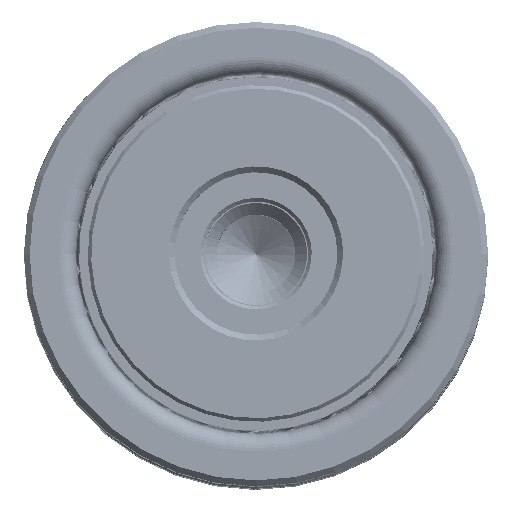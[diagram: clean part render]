
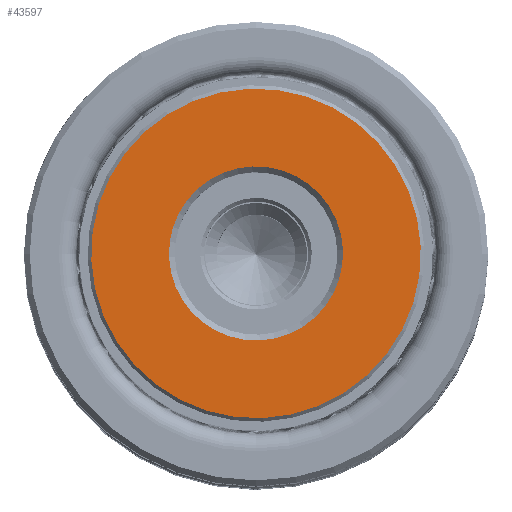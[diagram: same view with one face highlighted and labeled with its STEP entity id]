
A CAD part, top view. The second image highlights one B-rep face of the part: STEP entity #43597.
In plain terms, the highlighted face is planar.
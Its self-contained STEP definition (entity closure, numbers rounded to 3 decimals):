
#15 = DIRECTION ( 'NONE',  ( 1., 0., 0. ) ) ;
#1218 = AXIS2_PLACEMENT_3D ( 'NONE', #4512, #29399, #8075 ) ;
#1717 = AXIS2_PLACEMENT_3D ( 'NONE', #17443, #42367, #21006 ) ;
#3539 = AXIS2_PLACEMENT_3D ( 'NONE', #42018, #21309, #15 ) ;
#4512 = CARTESIAN_POINT ( 'NONE',  ( 0., 0., 0. ) ) ;
#5078 = CIRCLE ( 'NONE', #1717, 14.2 ) ;
#7779 = EDGE_CURVE ( 'NONE', #38049, #29736, #13558, .T. ) ;
#8075 = DIRECTION ( 'NONE',  ( 1., 0., 0. ) ) ;
#8237 = ORIENTED_EDGE ( 'NONE', *, *, #19056, .T. ) ;
#11641 = DIRECTION ( 'NONE',  ( 0., 0., 1. ) ) ;
#11859 = ORIENTED_EDGE ( 'NONE', *, *, #24079, .T. ) ;
#13558 = CIRCLE ( 'NONE', #24709, 14.2 ) ;
#13686 = CIRCLE ( 'NONE', #3539, 7.5 ) ;
#14158 = VERTEX_POINT ( 'NONE', #37981 ) ;
#16679 = VERTEX_POINT ( 'NONE', #27051 ) ;
#17443 = CARTESIAN_POINT ( 'NONE',  ( 0., 0., 0. ) ) ;
#18105 = DIRECTION ( 'NONE',  ( 0., 0., -1. ) ) ;
#18607 = CARTESIAN_POINT ( 'NONE',  ( 14.2, 0., 0. ) ) ;
#19056 = EDGE_CURVE ( 'NONE', #14158, #16679, #13686, .T. ) ;
#21006 = DIRECTION ( 'NONE',  ( 1., 0., 0. ) ) ;
#21309 = DIRECTION ( 'NONE',  ( 0., 0., 1. ) ) ;
#24079 = EDGE_CURVE ( 'NONE', #16679, #14158, #26749, .T. ) ;
#24709 = AXIS2_PLACEMENT_3D ( 'NONE', #39413, #18105, #43022 ) ;
#26749 = CIRCLE ( 'NONE', #1218, 7.5 ) ;
#27051 = CARTESIAN_POINT ( 'NONE',  ( -7.5, 0., 0. ) ) ;
#28685 = FACE_BOUND ( 'NONE', #42171, .T. ) ;
#29399 = DIRECTION ( 'NONE',  ( 0., 0., 1. ) ) ;
#29736 = VERTEX_POINT ( 'NONE', #18607 ) ;
#31123 = ORIENTED_EDGE ( 'NONE', *, *, #34789, .T. ) ;
#32981 = PLANE ( 'NONE',  #35283 ) ;
#34701 = EDGE_LOOP ( 'NONE', ( #31123, #34841 ) ) ;
#34789 = EDGE_CURVE ( 'NONE', #29736, #38049, #5078, .T. ) ;
#34841 = ORIENTED_EDGE ( 'NONE', *, *, #7779, .T. ) ;
#35283 = AXIS2_PLACEMENT_3D ( 'NONE', #43393, #11641, #36521 ) ;
#36521 = DIRECTION ( 'NONE',  ( 1., 0., 0. ) ) ;
#37981 = CARTESIAN_POINT ( 'NONE',  ( 7.5, 0., 0. ) ) ;
#38049 = VERTEX_POINT ( 'NONE', #39045 ) ;
#38137 = FACE_OUTER_BOUND ( 'NONE', #34701, .T. ) ;
#39045 = CARTESIAN_POINT ( 'NONE',  ( -14.2, 0., 0. ) ) ;
#39413 = CARTESIAN_POINT ( 'NONE',  ( 0., 0., 0. ) ) ;
#42018 = CARTESIAN_POINT ( 'NONE',  ( 0., 0., 0. ) ) ;
#42171 = EDGE_LOOP ( 'NONE', ( #11859, #8237 ) ) ;
#42367 = DIRECTION ( 'NONE',  ( 0., 0., -1. ) ) ;
#43022 = DIRECTION ( 'NONE',  ( 1., 0., 0. ) ) ;
#43393 = CARTESIAN_POINT ( 'NONE',  ( 0., 0., 0. ) ) ;
#43597 = ADVANCED_FACE ( 'NONE', ( #38137, #28685 ), #32981, .F. ) ;
